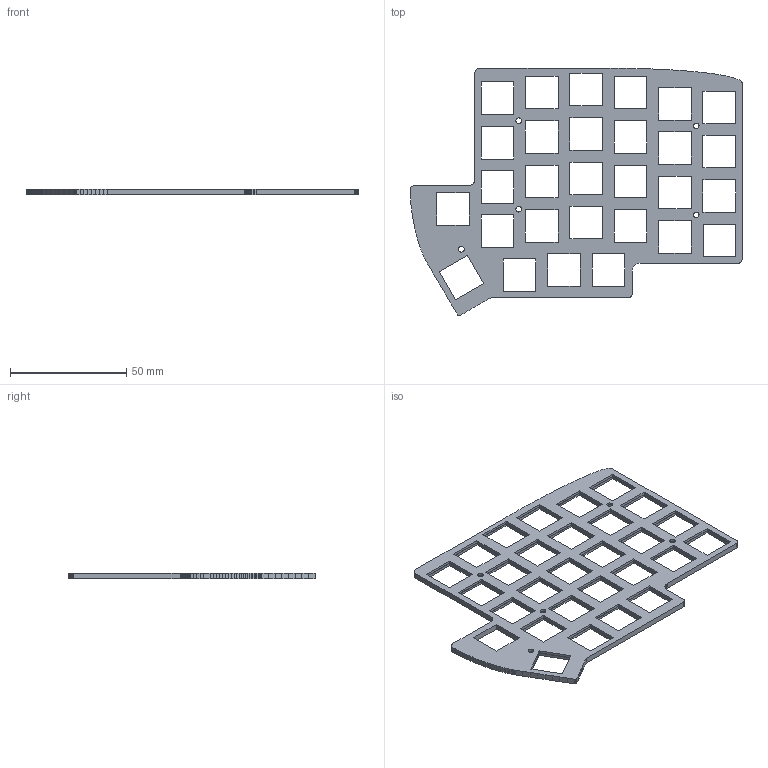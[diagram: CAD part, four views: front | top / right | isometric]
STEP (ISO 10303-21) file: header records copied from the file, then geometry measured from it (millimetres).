
FILE_DESCRIPTION(/* description */ (''),/* implementation_level */ '2;1');
FILE_NAME(/* name */ 'lily top plate v9 v9.step',/* time_stamp */ '2023-11-24T14:05:05+08:00',/* author */ (''),/* organization */ (''),/* preprocessor_version */ 'ST-DEVELOPER v20',/* originating_system */ 'Autodesk Translation Framework v12.14.0.127',/* authorisation */ '');
FILE_SCHEMA (('AUTOMOTIVE_DESIGN { 1 0 10303 214 3 1 1 }'));
Length unit declared in the file: millimetre
Products named in the file (1): lily top plate v9
Bounding box: 142.52 x 106.34 x 2.5 mm (x, y, z)
Volume: 14517.4 mm3; surface area: 17349.7 mm2
Topology: 1 solids, 1 shells, 415 faces, 1150 edges, 765 vertices
Faces by surface type: plane 400, cylinder 10, cone 5
Full cylindrical faces by diameter (mm): 2.4 x5, 3.2 x5
Entity records: 13158 total; most frequent: CARTESIAN_POINT 2331, ORIENTED_EDGE 2300, DIRECTION 2007, EDGE_CURVE 1150, LINE 1125, VECTOR 1125, VERTEX_POINT 765, EDGE_LOOP 511
